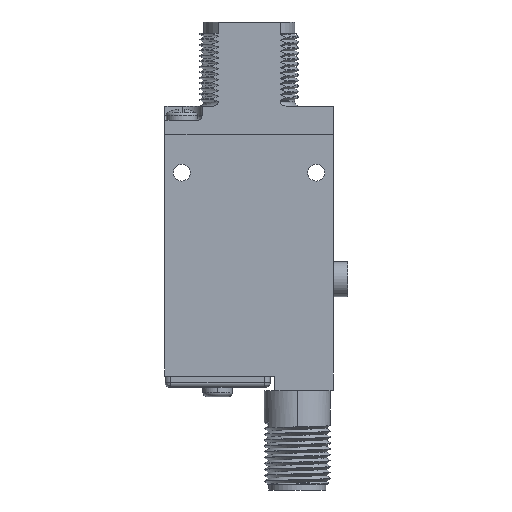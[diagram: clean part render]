
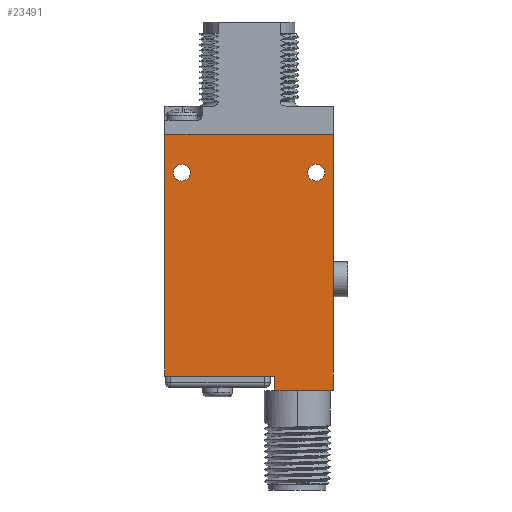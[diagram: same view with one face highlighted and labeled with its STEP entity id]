
A CAD part, left-side view. The second image highlights one B-rep face of the part: STEP entity #23491.
In plain terms, the highlighted planar face has unit normal (-1, 0, 0).
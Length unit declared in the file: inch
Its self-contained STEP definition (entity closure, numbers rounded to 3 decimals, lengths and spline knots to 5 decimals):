
#2988=DIRECTION('',(0.,1.,0.));
#2989=VECTOR('',#2988,0.255);
#2990=CARTESIAN_POINT('',(-0.236,-0.6,-1.83));
#2991=LINE('',#2990,#2989);
#3000=DIRECTION('',(0.,1.,0.));
#3001=VECTOR('',#3000,0.005);
#3002=CARTESIAN_POINT('',(-0.236,0.6,-1.66));
#3003=LINE('',#3002,#3001);
#3004=DIRECTION('',(0.,0.,1.));
#3005=VECTOR('',#3004,1.66);
#3006=CARTESIAN_POINT('',(-0.236,0.605,-1.66));
#3007=LINE('',#3006,#3005);
#3008=DIRECTION('',(0.,-1.,0.));
#3009=VECTOR('',#3008,0.005);
#3010=CARTESIAN_POINT('',(-0.236,0.605,0.));
#3011=LINE('',#3010,#3009);
#3012=DIRECTION('',(0.,1.,0.));
#3013=VECTOR('',#3012,1.204);
#3014=CARTESIAN_POINT('',(-0.236,-0.604,0.));
#3015=LINE('',#3014,#3013);
#3016=DIRECTION('',(0.,-1.,0.));
#3017=VECTOR('',#3016,0.001);
#3018=CARTESIAN_POINT('',(-0.236,-0.604,0.));
#3019=LINE('',#3018,#3017);
#3020=DIRECTION('',(0.,0.,-1.));
#3021=VECTOR('',#3020,1.66);
#3022=CARTESIAN_POINT('',(-0.236,-0.605,0.));
#3023=LINE('',#3022,#3021);
#3024=DIRECTION('',(0.,1.,0.));
#3025=VECTOR('',#3024,0.005);
#3026=CARTESIAN_POINT('',(-0.236,-0.605,-1.66));
#3027=LINE('',#3026,#3025);
#3028=DIRECTION('',(0.,0.,-1.));
#3029=VECTOR('',#3028,0.17);
#3030=CARTESIAN_POINT('',(-0.236,-0.6,-1.66));
#3031=LINE('',#3030,#3029);
#3032=CARTESIAN_POINT('',(-0.236,0.48,-0.275));
#3033=DIRECTION('',(1.,0.,0.));
#3034=DIRECTION('',(0.,0.,-1.));
#3035=AXIS2_PLACEMENT_3D('',#3032,#3033,#3034);
#3037=CARTESIAN_POINT('',(-0.236,0.48,-0.275));
#3038=DIRECTION('',(1.,0.,0.));
#3039=DIRECTION('',(0.,0.,1.));
#3040=AXIS2_PLACEMENT_3D('',#3037,#3038,#3039);
#3042=CARTESIAN_POINT('',(-0.236,-0.48,-0.275));
#3043=DIRECTION('',(1.,0.,0.));
#3044=DIRECTION('',(0.,0.,-1.));
#3045=AXIS2_PLACEMENT_3D('',#3042,#3043,#3044);
#3047=CARTESIAN_POINT('',(-0.236,-0.48,-0.275));
#3048=DIRECTION('',(1.,0.,0.));
#3049=DIRECTION('',(0.,0.,1.));
#3050=AXIS2_PLACEMENT_3D('',#3047,#3048,#3049);
#3061=DIRECTION('',(0.,1.,0.));
#3062=VECTOR('',#3061,0.16);
#3063=CARTESIAN_POINT('',(-0.236,-0.345,-1.83));
#3064=LINE('',#3063,#3062);
#3073=DIRECTION('',(0.,0.,-1.));
#3074=VECTOR('',#3073,0.1);
#3075=CARTESIAN_POINT('',(-0.236,-0.185,-1.73));
#3076=LINE('',#3075,#3074);
#3251=DIRECTION('',(0.,0.,-1.));
#3252=VECTOR('',#3251,0.07);
#3253=CARTESIAN_POINT('',(-0.236,0.6,-1.66));
#3254=LINE('',#3253,#3252);
#3275=DIRECTION('',(0.,1.,0.));
#3276=VECTOR('',#3275,0.785);
#3277=CARTESIAN_POINT('',(-0.236,-0.185,-1.73));
#3278=LINE('',#3277,#3276);
#18082=CARTESIAN_POINT('',(-0.236,-0.605,0.));
#18083=CARTESIAN_POINT('',(-0.236,-0.605,-1.66));
#18084=VERTEX_POINT('',#18082);
#18085=VERTEX_POINT('',#18083);
#18086=CARTESIAN_POINT('',(-0.236,0.605,-1.66));
#18087=CARTESIAN_POINT('',(-0.236,0.605,0.));
#18088=VERTEX_POINT('',#18086);
#18089=VERTEX_POINT('',#18087);
#18106=CARTESIAN_POINT('',(-0.236,0.48,-0.335));
#18107=CARTESIAN_POINT('',(-0.236,0.48,-0.215));
#18108=VERTEX_POINT('',#18106);
#18109=VERTEX_POINT('',#18107);
#18110=CARTESIAN_POINT('',(-0.236,-0.48,-0.335));
#18111=CARTESIAN_POINT('',(-0.236,-0.48,-0.215));
#18112=VERTEX_POINT('',#18110);
#18113=VERTEX_POINT('',#18111);
#18780=CARTESIAN_POINT('',(-0.236,-0.604,0.));
#18781=CARTESIAN_POINT('',(-0.236,0.6,0.));
#18782=VERTEX_POINT('',#18780);
#18783=VERTEX_POINT('',#18781);
#19036=CARTESIAN_POINT('',(-0.236,0.6,-1.73));
#19038=VERTEX_POINT('',#19036);
#19103=CARTESIAN_POINT('',(-0.236,-0.6,-1.83));
#19105=VERTEX_POINT('',#19103);
#19108=CARTESIAN_POINT('',(-0.236,-0.185,-1.73));
#19109=VERTEX_POINT('',#19108);
#19110=CARTESIAN_POINT('',(-0.236,-0.185,-1.83));
#19111=VERTEX_POINT('',#19110);
#20584=CARTESIAN_POINT('',(-0.236,-0.6,-1.66));
#20586=VERTEX_POINT('',#20584);
#20588=CARTESIAN_POINT('',(-0.236,0.6,-1.66));
#20590=VERTEX_POINT('',#20588);
#20705=CARTESIAN_POINT('',(-0.236,-0.345,-1.83));
#20707=VERTEX_POINT('',#20705);
#23447=CARTESIAN_POINT('',(-0.236,-0.605,0.));
#23448=DIRECTION('',(1.,0.,0.));
#23449=DIRECTION('',(0.,0.,-1.));
#23450=AXIS2_PLACEMENT_3D('',#23447,#23448,#23449);
#23451=PLANE('',#23450);
#23452=ORIENTED_EDGE('',*,*,#23438,.T.);
#23454=ORIENTED_EDGE('',*,*,#23453,.T.);
#23456=ORIENTED_EDGE('',*,*,#23455,.F.);
#23458=ORIENTED_EDGE('',*,*,#23457,.T.);
#23460=ORIENTED_EDGE('',*,*,#23459,.F.);
#23462=ORIENTED_EDGE('',*,*,#23461,.T.);
#23464=ORIENTED_EDGE('',*,*,#23463,.T.);
#23466=ORIENTED_EDGE('',*,*,#23465,.T.);
#23468=ORIENTED_EDGE('',*,*,#23467,.F.);
#23470=ORIENTED_EDGE('',*,*,#23469,.T.);
#23472=ORIENTED_EDGE('',*,*,#23471,.T.);
#23474=ORIENTED_EDGE('',*,*,#23473,.T.);
#23476=ORIENTED_EDGE('',*,*,#23475,.T.);
#23477=EDGE_LOOP('',(#23452,#23454,#23456,#23458,#23460,#23462,#23464,#23466,
#23468,#23470,#23472,#23474,#23476));
#23478=FACE_OUTER_BOUND('',#23477,.F.);
#23480=ORIENTED_EDGE('',*,*,#23479,.F.);
#23482=ORIENTED_EDGE('',*,*,#23481,.F.);
#23483=EDGE_LOOP('',(#23480,#23482));
#23484=FACE_BOUND('',#23483,.F.);
#23486=ORIENTED_EDGE('',*,*,#23485,.F.);
#23488=ORIENTED_EDGE('',*,*,#23487,.F.);
#23489=EDGE_LOOP('',(#23486,#23488));
#23490=FACE_BOUND('',#23489,.F.);
#23491=ADVANCED_FACE('',(#23478,#23484,#23490),#23451,.F.);
#3036=CIRCLE('',#3035,0.06);
#3041=CIRCLE('',#3040,0.06);
#3046=CIRCLE('',#3045,0.06);
#3051=CIRCLE('',#3050,0.06);
#23438=EDGE_CURVE('',#19105,#20707,#2991,.T.);
#23453=EDGE_CURVE('',#20707,#19111,#3064,.T.);
#23455=EDGE_CURVE('',#19109,#19111,#3076,.T.);
#23457=EDGE_CURVE('',#19109,#19038,#3278,.T.);
#23459=EDGE_CURVE('',#20590,#19038,#3254,.T.);
#23461=EDGE_CURVE('',#20590,#18088,#3003,.T.);
#23463=EDGE_CURVE('',#18088,#18089,#3007,.T.);
#23465=EDGE_CURVE('',#18089,#18783,#3011,.T.);
#23467=EDGE_CURVE('',#18782,#18783,#3015,.T.);
#23469=EDGE_CURVE('',#18782,#18084,#3019,.T.);
#23471=EDGE_CURVE('',#18084,#18085,#3023,.T.);
#23473=EDGE_CURVE('',#18085,#20586,#3027,.T.);
#23475=EDGE_CURVE('',#20586,#19105,#3031,.T.);
#23479=EDGE_CURVE('',#18108,#18109,#3036,.T.);
#23481=EDGE_CURVE('',#18109,#18108,#3041,.T.);
#23485=EDGE_CURVE('',#18112,#18113,#3046,.T.);
#23487=EDGE_CURVE('',#18113,#18112,#3051,.T.);
